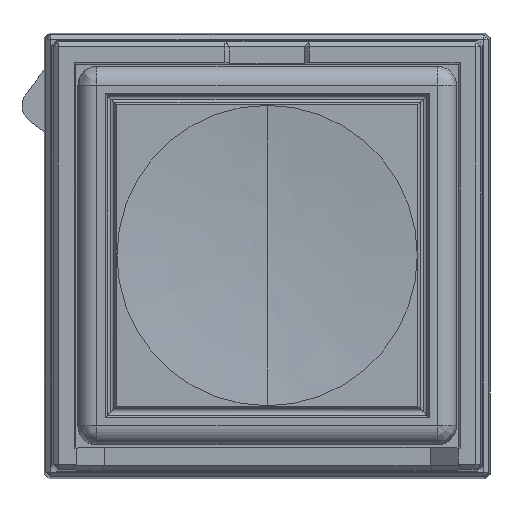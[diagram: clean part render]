
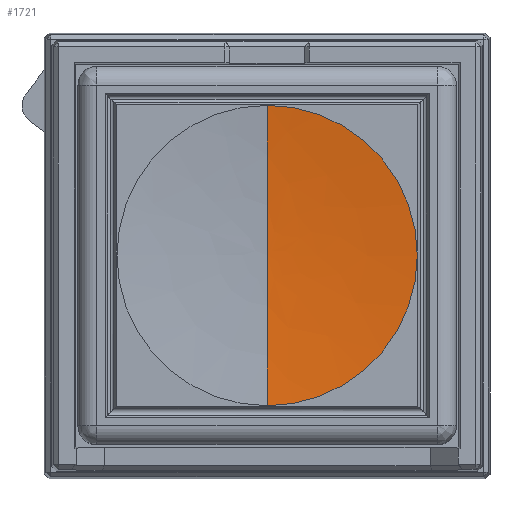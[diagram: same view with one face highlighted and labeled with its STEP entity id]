
A CAD part, top view. The second image highlights one B-rep face of the part: STEP entity #1721.
In plain terms, the highlighted free-form (B-spline) face has degree [3, 3] with [4, 7] control points.
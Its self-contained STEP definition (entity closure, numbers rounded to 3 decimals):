
#384 = DIRECTION ( 'NONE',  ( -1., 0., 0. ) ) ;
#397 = DIRECTION ( 'NONE',  ( 0., 0., 1. ) ) ;
#412 = CARTESIAN_POINT ( 'NONE',  ( 0., 0., 15.7 ) ) ;
#1274 = VERTEX_POINT ( 'NONE', #4329 ) ;
#1721 = ADVANCED_FACE ( 'NONE', ( #2303 ), #8041, .T. ) ;
#2070 = CARTESIAN_POINT ( 'NONE',  ( 0., 0., 15.27 ) ) ;
#2073 = CARTESIAN_POINT ( 'NONE',  ( 0., 0., 15.27 ) ) ;
#2084 = CARTESIAN_POINT ( 'NONE',  ( 0., 0., 15.27 ) ) ;
#2096 = CARTESIAN_POINT ( 'NONE',  ( 0., 0., 15.27 ) ) ;
#2108 = CARTESIAN_POINT ( 'NONE',  ( 0., 0., 15.27 ) ) ;
#2110 = CARTESIAN_POINT ( 'NONE',  ( 0., 0., 15.27 ) ) ;
#2120 = CARTESIAN_POINT ( 'NONE',  ( 0., 0., 15.27 ) ) ;
#2130 = CARTESIAN_POINT ( 'NONE',  ( 0., -2.68, 15.27 ) ) ;
#2142 = EDGE_CURVE ( 'NONE', #1274, #7245, #4220, .T. ) ;
#2154 = CARTESIAN_POINT ( 'NONE',  ( 5.359, -2.68, 15.27 ) ) ;
#2156 = CARTESIAN_POINT ( 'NONE',  ( 5.359, 2.68, 15.27 ) ) ;
#2157 = CARTESIAN_POINT ( 'NONE',  ( 0., 2.68, 15.27 ) ) ;
#2167 = CARTESIAN_POINT ( 'NONE',  ( -5.359, 2.68, 15.27 ) ) ;
#2169 = CARTESIAN_POINT ( 'NONE',  ( -5.359, -2.68, 15.27 ) ) ;
#2179 = CARTESIAN_POINT ( 'NONE',  ( 0., -2.68, 15.27 ) ) ;
#2182 = CARTESIAN_POINT ( 'NONE',  ( 0., -5.355, 15.413 ) ) ;
#2196 = CARTESIAN_POINT ( 'NONE',  ( 10.711, -5.355, 15.413 ) ) ;
#2210 = CARTESIAN_POINT ( 'NONE',  ( 10.711, 5.355, 15.413 ) ) ;
#2212 = CARTESIAN_POINT ( 'NONE',  ( 0., 5.355, 15.413 ) ) ;
#2223 = CARTESIAN_POINT ( 'NONE',  ( -10.711, 5.355, 15.413 ) ) ;
#2233 = CARTESIAN_POINT ( 'NONE',  ( -10.711, -5.355, 15.413 ) ) ;
#2238 = CARTESIAN_POINT ( 'NONE',  ( 0., -5.355, 15.413 ) ) ;
#2257 = CARTESIAN_POINT ( 'NONE',  ( 0., -8.02, 15.7 ) ) ;
#2261 = CARTESIAN_POINT ( 'NONE',  ( 16.039, -8.02, 15.7 ) ) ;
#2262 = CARTESIAN_POINT ( 'NONE',  ( 16.039, 8.02, 15.7 ) ) ;
#2265 = AXIS2_PLACEMENT_3D ( 'NONE', #6379, #6375, #6367 ) ;
#2272 = CARTESIAN_POINT ( 'NONE',  ( 0., 8.02, 15.7 ) ) ;
#2276 = CARTESIAN_POINT ( 'NONE',  ( -16.039, 8.02, 15.7 ) ) ;
#2287 = CARTESIAN_POINT ( 'NONE',  ( -16.039, -8.02, 15.7 ) ) ;
#2289 = CARTESIAN_POINT ( 'NONE',  ( 0., -8.02, 15.7 ) ) ;
#2303 = FACE_OUTER_BOUND ( 'NONE', #2942, .T. ) ;
#2747 = CIRCLE ( 'NONE', #8314, 75. ) ;
#2830 = EDGE_CURVE ( 'NONE', #7245, #9126, #2747, .T. ) ;
#2942 = EDGE_LOOP ( 'NONE', ( #3263, #3778, #3182 ) ) ;
#3182 = ORIENTED_EDGE ( 'NONE', *, *, #8325, .F. ) ;
#3263 = ORIENTED_EDGE ( 'NONE', *, *, #2142, .T. ) ;
#3755 = CARTESIAN_POINT ( 'NONE',  ( 0., 0., 15.27 ) ) ;
#3778 = ORIENTED_EDGE ( 'NONE', *, *, #2830, .T. ) ;
#4220 = CIRCLE ( 'NONE', #8499, 8.02 ) ;
#4329 = CARTESIAN_POINT ( 'NONE',  ( 0., -8.02, 15.7 ) ) ;
#6367 = DIRECTION ( 'NONE',  ( 0., 0., 1. ) ) ;
#6375 = DIRECTION ( 'NONE',  ( 1., 0., 0. ) ) ;
#6379 = CARTESIAN_POINT ( 'NONE',  ( 0., 0., 90.27 ) ) ;
#6555 = CIRCLE ( 'NONE', #2265, 75. ) ;
#7245 = VERTEX_POINT ( 'NONE', #9397 ) ;
#7807 = DIRECTION ( 'NONE',  ( 0., 0., 1. ) ) ;
#7818 = DIRECTION ( 'NONE',  ( -1., 0., 0. ) ) ;
#7822 = CARTESIAN_POINT ( 'NONE',  ( 0., 0., 90.27 ) ) ;
#8041 =( BOUNDED_SURFACE ( )  B_SPLINE_SURFACE ( 3, 3, ( 
 ( #2289, #2287, #2276, #2272, #2262, #2261, #2257 ),
 ( #2238, #2233, #2223, #2212, #2210, #2196, #2182 ),
 ( #2179, #2169, #2167, #2157, #2156, #2154, #2130 ),
 ( #2120, #2110, #2108, #2096, #2084, #2073, #2070 ) ),
 .UNSPECIFIED., .F., .T., .F. ) 
 B_SPLINE_SURFACE_WITH_KNOTS ( ( 4, 4 ),
 ( 4, 3, 4 ),
 ( 0., 1. ),
 ( 0., 0.5, 1. ),
 .UNSPECIFIED. ) 
 GEOMETRIC_REPRESENTATION_ITEM ( )  RATIONAL_B_SPLINE_SURFACE ( (
 ( 1., 0.333, 0.333, 1., 0.333, 0.333, 1.),
 ( 0.999, 0.333, 0.333, 0.999, 0.333, 0.333, 0.999),
 ( 0.999, 0.333, 0.333, 0.999, 0.333, 0.333, 0.999),
 ( 1., 0.333, 0.333, 1., 0.333, 0.333, 1.) ) ) 
 REPRESENTATION_ITEM ( '' )  SURFACE ( )  );
#8314 = AXIS2_PLACEMENT_3D ( 'NONE', #7822, #7818, #7807 ) ;
#8325 = EDGE_CURVE ( 'NONE', #1274, #9126, #6555, .T. ) ;
#8499 = AXIS2_PLACEMENT_3D ( 'NONE', #412, #397, #384 ) ;
#9126 = VERTEX_POINT ( 'NONE', #3755 ) ;
#9397 = CARTESIAN_POINT ( 'NONE',  ( 0., 8.02, 15.7 ) ) ;
